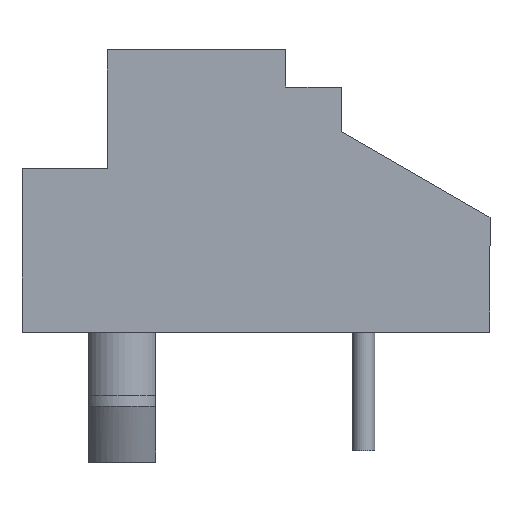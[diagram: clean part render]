
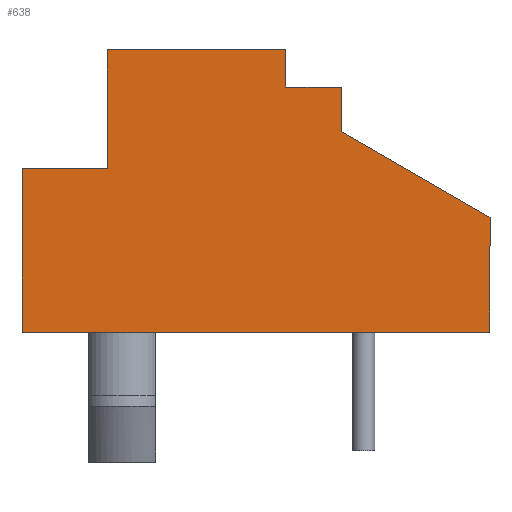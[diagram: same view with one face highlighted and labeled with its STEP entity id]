
A CAD part, left-side view. The second image highlights one B-rep face of the part: STEP entity #638.
In plain terms, the highlighted planar face has unit normal (-1, 0, 0).
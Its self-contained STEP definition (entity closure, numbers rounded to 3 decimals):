
#638 = ADVANCED_FACE ( 'NONE', ( #1874 ), #1906, .F. ) ;
#639 = EDGE_LOOP ( 'NONE', ( #640, #643, #644, #647, #649, #650, #758, #759, #760, #761 ) ) ;
#640 = ORIENTED_EDGE ( 'NONE', *, *, #641, .F. ) ;
#641 = EDGE_CURVE ( 'NONE', #707, #642, #1901, .T. ) ;
#642 = VERTEX_POINT ( 'NONE', #1981 ) ;
#643 = ORIENTED_EDGE ( 'NONE', *, *, #902, .F. ) ;
#644 = ORIENTED_EDGE ( 'NONE', *, *, #645, .T. ) ;
#645 = EDGE_CURVE ( 'NONE', #900, #646, #2054, .T. ) ;
#646 = VERTEX_POINT ( 'NONE', #1982 ) ;
#647 = ORIENTED_EDGE ( 'NONE', *, *, #648, .T. ) ;
#648 = EDGE_CURVE ( 'NONE', #646, #856, #1962, .T. ) ;
#649 = ORIENTED_EDGE ( 'NONE', *, *, #854, .F. ) ;
#650 = ORIENTED_EDGE ( 'NONE', *, *, #757, .F. ) ;
#664 = EDGE_CURVE ( 'NONE', #812, #848, #1938, .T. ) ;
#707 = VERTEX_POINT ( 'NONE', #2029 ) ;
#757 = EDGE_CURVE ( 'NONE', #871, #855, #2212, .T. ) ;
#758 = ORIENTED_EDGE ( 'NONE', *, *, #850, .F. ) ;
#759 = ORIENTED_EDGE ( 'NONE', *, *, #664, .F. ) ;
#760 = ORIENTED_EDGE ( 'NONE', *, *, #810, .F. ) ;
#761 = ORIENTED_EDGE ( 'NONE', *, *, #762, .F. ) ;
#762 = EDGE_CURVE ( 'NONE', #642, #811, #2126, .T. ) ;
#810 = EDGE_CURVE ( 'NONE', #811, #812, #2312, .T. ) ;
#811 = VERTEX_POINT ( 'NONE', #2308 ) ;
#812 = VERTEX_POINT ( 'NONE', #2307 ) ;
#848 = VERTEX_POINT ( 'NONE', #2374 ) ;
#850 = EDGE_CURVE ( 'NONE', #848, #871, #2453, .T. ) ;
#854 = EDGE_CURVE ( 'NONE', #855, #856, #2429, .T. ) ;
#855 = VERTEX_POINT ( 'NONE', #2471 ) ;
#856 = VERTEX_POINT ( 'NONE', #2470 ) ;
#871 = VERTEX_POINT ( 'NONE', #2420 ) ;
#900 = VERTEX_POINT ( 'NONE', #2588 ) ;
#902 = EDGE_CURVE ( 'NONE', #900, #707, #2587, .T. ) ;
#1874 = FACE_OUTER_BOUND ( 'NONE', #639, .T. ) ;
#1898 = DIRECTION ( 'NONE',  ( 0., -0.866, -0.5 ) ) ;
#1899 = VECTOR ( 'NONE', #1898, 1000. ) ;
#1900 = CARTESIAN_POINT ( 'NONE',  ( -3.75, -8.3, 3.091 ) ) ;
#1901 = LINE ( 'NONE', #1900, #1899 ) ;
#1902 = DIRECTION ( 'NONE',  ( 0., 0., -1. ) ) ;
#1903 = DIRECTION ( 'NONE',  ( 1., 0., 0. ) ) ;
#1904 = CARTESIAN_POINT ( 'NONE',  ( -3.75, -4.3, 7.6 ) ) ;
#1905 = AXIS2_PLACEMENT_3D ( 'NONE', #1904, #1903, #1902 ) ;
#1906 = PLANE ( 'NONE',  #1905 ) ;
#1935 = DIRECTION ( 'NONE',  ( 0., 0., 1. ) ) ;
#1936 = VECTOR ( 'NONE', #1935, 1000. ) ;
#1937 = CARTESIAN_POINT ( 'NONE',  ( -3.75, 4.3, 7.6 ) ) ;
#1938 = LINE ( 'NONE', #1937, #1936 ) ;
#1962 = LINE ( 'NONE', #1964, #1963 ) ;
#1963 = VECTOR ( 'NONE', #2085, 1000. ) ;
#1964 = CARTESIAN_POINT ( 'NONE',  ( -3.75, -2.8, 7.6 ) ) ;
#1981 = CARTESIAN_POINT ( 'NONE',  ( -3.75, -8.3, 3.091 ) ) ;
#1982 = CARTESIAN_POINT ( 'NONE',  ( -3.75, -2.8, 6.6 ) ) ;
#1983 = DIRECTION ( 'NONE',  ( 0., 1., 0. ) ) ;
#1984 = VECTOR ( 'NONE', #1983, 1000. ) ;
#2029 = CARTESIAN_POINT ( 'NONE',  ( -3.75, -4.3, 5.4 ) ) ;
#2054 = LINE ( 'NONE', #2057, #1984 ) ;
#2057 = CARTESIAN_POINT ( 'NONE',  ( -3.75, -2.8, 6.6 ) ) ;
#2085 = DIRECTION ( 'NONE',  ( 0., 0., 1. ) ) ;
#2122 = DIRECTION ( 'NONE',  ( 0., 0., -1. ) ) ;
#2123 = VECTOR ( 'NONE', #2122, 1000. ) ;
#2124 = CARTESIAN_POINT ( 'NONE',  ( -3.75, -8.3, 0. ) ) ;
#2126 = LINE ( 'NONE', #2124, #2123 ) ;
#2127 = DIRECTION ( 'NONE',  ( 0., 0., 1. ) ) ;
#2210 = VECTOR ( 'NONE', #2127, 1000. ) ;
#2211 = CARTESIAN_POINT ( 'NONE',  ( -3.75, 2., 7.6 ) ) ;
#2212 = LINE ( 'NONE', #2211, #2210 ) ;
#2307 = CARTESIAN_POINT ( 'NONE',  ( -3.75, 4.3, 0. ) ) ;
#2308 = CARTESIAN_POINT ( 'NONE',  ( -3.75, -8.3, 0. ) ) ;
#2309 = DIRECTION ( 'NONE',  ( 0., 1., 0. ) ) ;
#2310 = VECTOR ( 'NONE', #2309, 1000. ) ;
#2311 = CARTESIAN_POINT ( 'NONE',  ( -3.75, 4.3, 0. ) ) ;
#2312 = LINE ( 'NONE', #2311, #2310 ) ;
#2374 = CARTESIAN_POINT ( 'NONE',  ( -3.75, 4.3, 4.4 ) ) ;
#2420 = CARTESIAN_POINT ( 'NONE',  ( -3.75, 2., 4.4 ) ) ;
#2427 = VECTOR ( 'NONE', #2472, 1000. ) ;
#2428 = CARTESIAN_POINT ( 'NONE',  ( -3.75, 4.3, 7.6 ) ) ;
#2429 = LINE ( 'NONE', #2428, #2427 ) ;
#2450 = DIRECTION ( 'NONE',  ( 0., -1., 0. ) ) ;
#2451 = VECTOR ( 'NONE', #2450, 1000. ) ;
#2452 = CARTESIAN_POINT ( 'NONE',  ( -3.75, 4.3, 4.4 ) ) ;
#2453 = LINE ( 'NONE', #2452, #2451 ) ;
#2470 = CARTESIAN_POINT ( 'NONE',  ( -3.75, -2.8, 7.6 ) ) ;
#2471 = CARTESIAN_POINT ( 'NONE',  ( -3.75, 2., 7.6 ) ) ;
#2472 = DIRECTION ( 'NONE',  ( 0., -1., 0. ) ) ;
#2584 = DIRECTION ( 'NONE',  ( 0., 0., -1. ) ) ;
#2585 = VECTOR ( 'NONE', #2584, 1000. ) ;
#2586 = CARTESIAN_POINT ( 'NONE',  ( -3.75, -4.3, 7.6 ) ) ;
#2587 = LINE ( 'NONE', #2586, #2585 ) ;
#2588 = CARTESIAN_POINT ( 'NONE',  ( -3.75, -4.3, 6.6 ) ) ;
